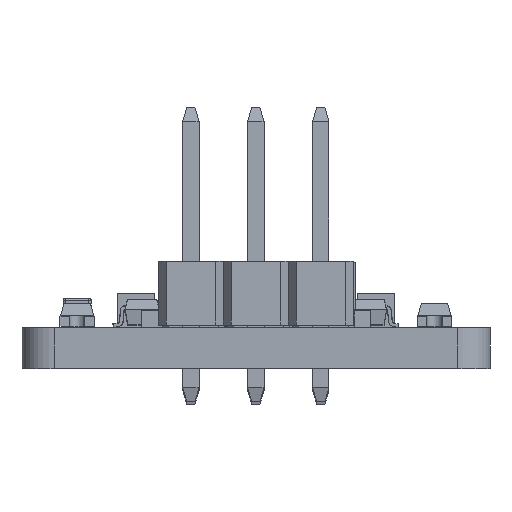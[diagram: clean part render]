
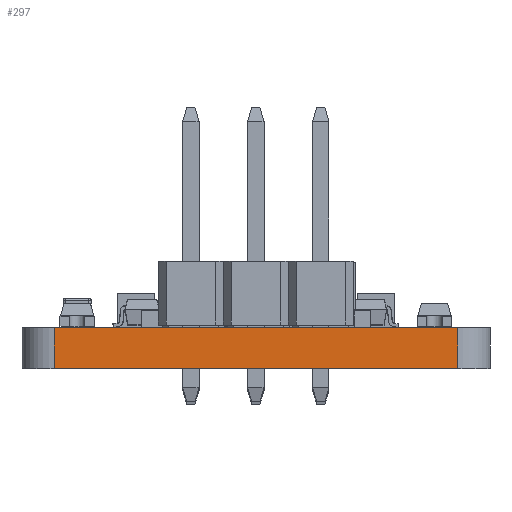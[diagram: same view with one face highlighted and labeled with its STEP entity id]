
A CAD part, front view. The second image highlights one B-rep face of the part: STEP entity #297.
In plain terms, the highlighted planar face has unit normal (0, -1, 0).
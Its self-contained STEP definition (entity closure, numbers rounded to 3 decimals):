
#270 = VERTEX_POINT('',#271);
#271 = CARTESIAN_POINT('',(17.03,0.,0.)
  );
#278 = EDGE_CURVE('',#279,#270,#281,.T.);
#279 = VERTEX_POINT('',#280);
#280 = CARTESIAN_POINT('',(17.03,0.,
    -1.6));
#281 = LINE('',#282,#283);
#282 = CARTESIAN_POINT('',(17.03,0.,
    -1.6));
#283 = VECTOR('',#284,1.);
#284 = DIRECTION('',(0.,0.,1.));
#297 = ADVANCED_FACE('',(#298),#323,.T.);
#298 = FACE_BOUND('',#299,.T.);
#299 = EDGE_LOOP('',(#300,#301,#309,#317));
#300 = ORIENTED_EDGE('',*,*,#278,.T.);
#301 = ORIENTED_EDGE('',*,*,#302,.T.);
#302 = EDGE_CURVE('',#270,#303,#305,.T.);
#303 = VERTEX_POINT('',#304);
#304 = CARTESIAN_POINT('',(1.27,0.,0.));
#305 = LINE('',#306,#307);
#306 = CARTESIAN_POINT('',(17.03,0.,0.));
#307 = VECTOR('',#308,1.);
#308 = DIRECTION('',(-1.,0.,0.));
#309 = ORIENTED_EDGE('',*,*,#310,.F.);
#310 = EDGE_CURVE('',#311,#303,#313,.T.);
#311 = VERTEX_POINT('',#312);
#312 = CARTESIAN_POINT('',(1.27,0.,-1.6
    ));
#313 = LINE('',#314,#315);
#314 = CARTESIAN_POINT('',(1.27,0.,-1.6
    ));
#315 = VECTOR('',#316,1.);
#316 = DIRECTION('',(0.,0.,1.));
#317 = ORIENTED_EDGE('',*,*,#318,.F.);
#318 = EDGE_CURVE('',#279,#311,#319,.T.);
#319 = LINE('',#320,#321);
#320 = CARTESIAN_POINT('',(17.03,0.,-1.6));
#321 = VECTOR('',#322,1.);
#322 = DIRECTION('',(-1.,0.,0.));
#323 = PLANE('',#324);
#324 = AXIS2_PLACEMENT_3D('',#325,#326,#327);
#325 = CARTESIAN_POINT('',(17.03,0.,-1.6));
#326 = DIRECTION('',(0.,-1.,0.));
#327 = DIRECTION('',(-1.,0.,0.));
